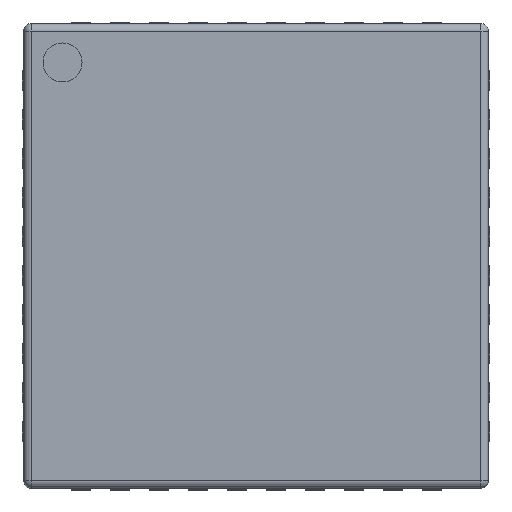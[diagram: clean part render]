
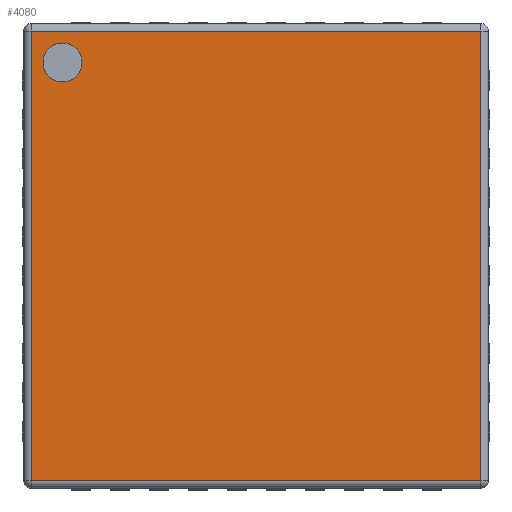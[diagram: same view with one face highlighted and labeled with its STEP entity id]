
A CAD part, top view. The second image highlights one B-rep face of the part: STEP entity #4080.
In plain terms, the highlighted planar face has unit normal (0, 0, 1).
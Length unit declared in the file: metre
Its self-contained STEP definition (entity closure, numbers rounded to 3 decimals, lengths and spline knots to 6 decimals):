
#238=CIRCLE('',#4946,0.00025);
#1262=ORIENTED_EDGE('',*,*,#1833,.F.);
#1263=ORIENTED_EDGE('',*,*,#1834,.T.);
#1264=ORIENTED_EDGE('',*,*,#1835,.T.);
#1265=ORIENTED_EDGE('',*,*,#1836,.T.);
#1266=ORIENTED_EDGE('',*,*,#1837,.T.);
#1833=EDGE_CURVE('',#2201,#2201,#238,.T.);
#1834=EDGE_CURVE('',#2202,#2203,#2638,.T.);
#1835=EDGE_CURVE('',#2203,#2204,#2639,.T.);
#1836=EDGE_CURVE('',#2204,#2205,#2640,.F.);
#1837=EDGE_CURVE('',#2205,#2202,#2641,.F.);
#2201=VERTEX_POINT('',#7380);
#2202=VERTEX_POINT('',#7382);
#2203=VERTEX_POINT('',#7383);
#2204=VERTEX_POINT('',#7385);
#2205=VERTEX_POINT('',#7387);
#2638=LINE('',#7381,#3073);
#2639=LINE('',#7384,#3074);
#2640=LINE('',#7386,#3075);
#2641=LINE('',#7388,#3076);
#3073=VECTOR('',#6160,1.);
#3074=VECTOR('',#6161,1.);
#3075=VECTOR('',#6162,1.);
#3076=VECTOR('',#6163,1.);
#3328=EDGE_LOOP('',(#1262));
#3329=EDGE_LOOP('',(#1263,#1264,#1265,#1266));
#3597=FACE_BOUND('',#3328,.T.);
#3598=FACE_BOUND('',#3329,.T.);
#3826=PLANE('',#4945);
#4080=ADVANCED_FACE('',(#3597,#3598),#3826,.T.);
#4945=AXIS2_PLACEMENT_3D('',#7378,#6156,#6157);
#4946=AXIS2_PLACEMENT_3D('',#7379,#6158,#6159);
#6156=DIRECTION('',(0.,0.,1.));
#6157=DIRECTION('',(1.,0.,0.));
#6158=DIRECTION('',(0.,0.,1.));
#6159=DIRECTION('',(1.,0.,0.));
#6160=DIRECTION('',(0.,-1.,0.));
#6161=DIRECTION('',(1.,0.,0.));
#6162=DIRECTION('',(0.,-1.,0.));
#6163=DIRECTION('',(1.,0.,0.));
#7378=CARTESIAN_POINT('',(0.,0.,0.00092));
#7379=CARTESIAN_POINT('',(-0.00248,0.00248,0.00092));
#7380=CARTESIAN_POINT('',(-0.00223,0.00248,0.00092));
#7381=CARTESIAN_POINT('',(-0.00288,-0.00298,0.00092));
#7382=CARTESIAN_POINT('',(-0.00288,0.00288,0.00092));
#7383=CARTESIAN_POINT('',(-0.00288,-0.00288,0.00092));
#7384=CARTESIAN_POINT('',(0.00298,-0.00288,0.00092));
#7385=CARTESIAN_POINT('',(0.00288,-0.00288,0.00092));
#7386=CARTESIAN_POINT('',(0.00288,0.,0.00092));
#7387=CARTESIAN_POINT('',(0.00288,0.00288,0.00092));
#7388=CARTESIAN_POINT('',(0.,0.00288,0.00092));
